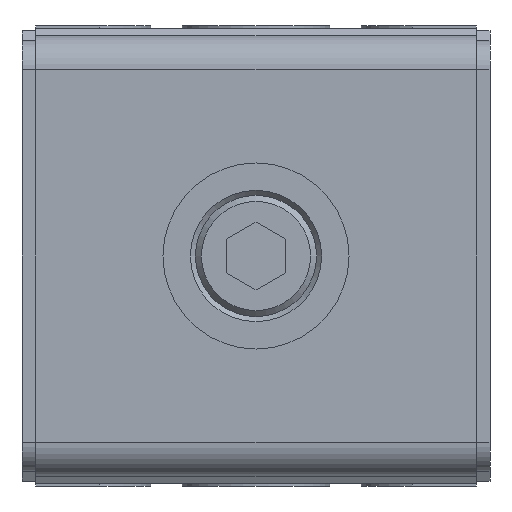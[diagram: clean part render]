
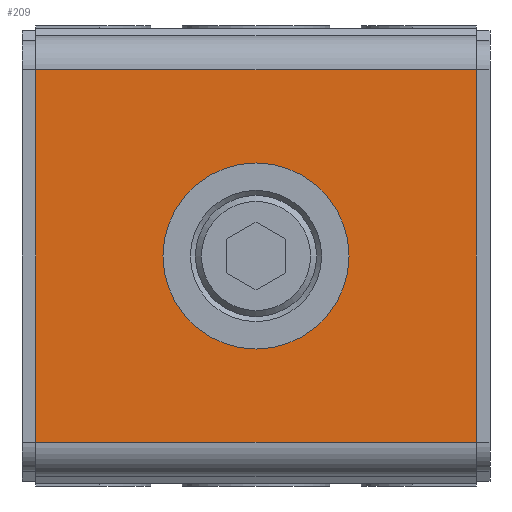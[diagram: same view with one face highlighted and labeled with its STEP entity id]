
A CAD part, front view. The second image highlights one B-rep face of the part: STEP entity #209.
In plain terms, the highlighted planar face has unit normal (0, -1, 0).
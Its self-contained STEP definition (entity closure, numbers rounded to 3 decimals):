
#209 = ADVANCED_FACE( '', ( #587, #588 ), #589, .F. );
#587 = FACE_BOUND( '', #1033, .T. );
#588 = FACE_OUTER_BOUND( '', #1034, .T. );
#589 = PLANE( '', #1035 );
#1033 = EDGE_LOOP( '', ( #2177 ) );
#1034 = EDGE_LOOP( '', ( #2178, #2179, #2180, #2181 ) );
#1035 = AXIS2_PLACEMENT_3D( '', #2182, #2183, #2184 );
#2177 = ORIENTED_EDGE( '', *, *, #2640, .F. );
#2178 = ORIENTED_EDGE( '', *, *, #2911, .T. );
#2179 = ORIENTED_EDGE( '', *, *, #2953, .F. );
#2180 = ORIENTED_EDGE( '', *, *, #2878, .F. );
#2181 = ORIENTED_EDGE( '', *, *, #2954, .T. );
#2182 = CARTESIAN_POINT( '', ( 22.5, 0., 19. ) );
#2183 = DIRECTION( '', ( 0., 1., 0. ) );
#2184 = DIRECTION( '', ( 0., 0., 1. ) );
#2640 = EDGE_CURVE( '', #3128, #3128, #3129, .T. );
#2878 = EDGE_CURVE( '', #3542, #3544, #3545, .T. );
#2911 = EDGE_CURVE( '', #3609, #3607, #3610, .T. );
#2953 = EDGE_CURVE( '', #3544, #3607, #3673, .T. );
#2954 = EDGE_CURVE( '', #3542, #3609, #3674, .T. );
#3128 = VERTEX_POINT( '', #3899 );
#3129 = CIRCLE( '', #3900, 9.5 );
#3542 = VERTEX_POINT( '', #4493 );
#3544 = VERTEX_POINT( '', #4495 );
#3545 = LINE( '', #4496, #4497 );
#3607 = VERTEX_POINT( '', #4585 );
#3609 = VERTEX_POINT( '', #4587 );
#3610 = LINE( '', #4588, #4589 );
#3673 = LINE( '', #4687, #4688 );
#3674 = LINE( '', #4689, #4690 );
#3899 = CARTESIAN_POINT( '', ( 0., 0., -9.5 ) );
#3900 = AXIS2_PLACEMENT_3D( '', #4904, #4905, #4906 );
#4493 = CARTESIAN_POINT( '', ( 22.5, 0., 19. ) );
#4495 = CARTESIAN_POINT( '', ( 22.5, 0., -19. ) );
#4496 = CARTESIAN_POINT( '', ( 22.5, 0., 19. ) );
#4497 = VECTOR( '', #5258, 1000. );
#4585 = CARTESIAN_POINT( '', ( -22.5, 0., -19. ) );
#4587 = CARTESIAN_POINT( '', ( -22.5, 0., 19. ) );
#4588 = CARTESIAN_POINT( '', ( -22.5, 0., 19. ) );
#4589 = VECTOR( '', #5303, 1000. );
#4687 = CARTESIAN_POINT( '', ( 22.5, 0., -19. ) );
#4688 = VECTOR( '', #5357, 1000. );
#4689 = CARTESIAN_POINT( '', ( 22.5, 0., 19. ) );
#4690 = VECTOR( '', #5358, 1000. );
#4904 = CARTESIAN_POINT( '', ( 0., 0., 0. ) );
#4905 = DIRECTION( '', ( 0., -1., 0. ) );
#4906 = DIRECTION( '', ( 0., 0., -1. ) );
#5258 = DIRECTION( '', ( 0., 0., -1. ) );
#5303 = DIRECTION( '', ( 0., 0., -1. ) );
#5357 = DIRECTION( '', ( -1., 0., 0. ) );
#5358 = DIRECTION( '', ( -1., 0., 0. ) );
